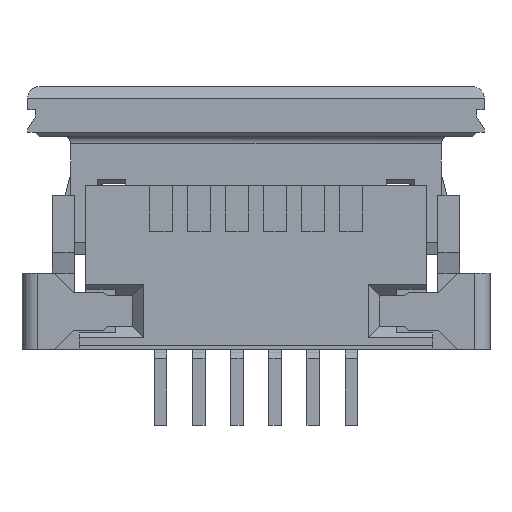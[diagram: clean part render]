
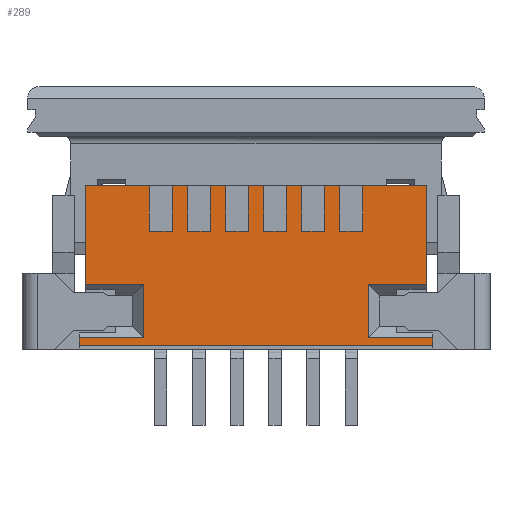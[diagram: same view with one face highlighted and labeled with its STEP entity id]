
A CAD part, front view. The second image highlights one B-rep face of the part: STEP entity #289.
In plain terms, the highlighted planar face has unit normal (0, -1, 0).
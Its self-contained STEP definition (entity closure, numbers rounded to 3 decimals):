
#289=ADVANCED_FACE('',(#1181),#1182,.T.);
#1181=FACE_OUTER_BOUND('',#2558,.T.);
#1182=PLANE('',#2559);
#2558=EDGE_LOOP('',(#5220,#5221,#5222,#5223,#5224,#5225,#5226,#5227,#5228,#5229,#5230,#5231,#5232,#5233,#5234,#5235,#5236,#5237,#5238,#5239,#5240,#5241,#5242,#5243,#5244,#5245,#5246,#5247,#5248,#5249,#5250,#5251,#5252,#5253,#5254,#5255));
#2559=AXIS2_PLACEMENT_3D('',#5256,#5257,#5258);
#5220=ORIENTED_EDGE('',*,*,#10270,.F.);
#5221=ORIENTED_EDGE('',*,*,#10278,.T.);
#5222=ORIENTED_EDGE('',*,*,#10279,.F.);
#5223=ORIENTED_EDGE('',*,*,#10280,.F.);
#5224=ORIENTED_EDGE('',*,*,#10266,.F.);
#5225=ORIENTED_EDGE('',*,*,#10281,.T.);
#5226=ORIENTED_EDGE('',*,*,#10282,.F.);
#5227=ORIENTED_EDGE('',*,*,#10283,.F.);
#5228=ORIENTED_EDGE('',*,*,#10262,.F.);
#5229=ORIENTED_EDGE('',*,*,#10284,.T.);
#5230=ORIENTED_EDGE('',*,*,#10285,.F.);
#5231=ORIENTED_EDGE('',*,*,#10286,.F.);
#5232=ORIENTED_EDGE('',*,*,#10258,.F.);
#5233=ORIENTED_EDGE('',*,*,#10287,.T.);
#5234=ORIENTED_EDGE('',*,*,#10288,.F.);
#5235=ORIENTED_EDGE('',*,*,#10289,.F.);
#5236=ORIENTED_EDGE('',*,*,#10254,.F.);
#5237=ORIENTED_EDGE('',*,*,#10290,.T.);
#5238=ORIENTED_EDGE('',*,*,#10291,.F.);
#5239=ORIENTED_EDGE('',*,*,#10292,.F.);
#5240=ORIENTED_EDGE('',*,*,#10250,.F.);
#5241=ORIENTED_EDGE('',*,*,#10293,.T.);
#5242=ORIENTED_EDGE('',*,*,#10294,.F.);
#5243=ORIENTED_EDGE('',*,*,#10295,.T.);
#5244=ORIENTED_EDGE('',*,*,#10296,.F.);
#5245=ORIENTED_EDGE('',*,*,#10297,.F.);
#5246=ORIENTED_EDGE('',*,*,#10298,.T.);
#5247=ORIENTED_EDGE('',*,*,#10299,.T.);
#5248=ORIENTED_EDGE('',*,*,#10300,.F.);
#5249=ORIENTED_EDGE('',*,*,#10301,.T.);
#5250=ORIENTED_EDGE('',*,*,#10302,.F.);
#5251=ORIENTED_EDGE('',*,*,#10174,.F.);
#5252=ORIENTED_EDGE('',*,*,#10233,.F.);
#5253=ORIENTED_EDGE('',*,*,#10277,.T.);
#5254=ORIENTED_EDGE('',*,*,#10303,.F.);
#5255=ORIENTED_EDGE('',*,*,#10304,.F.);
#5256=CARTESIAN_POINT('',(-5.35,-1.35,1.5));
#5257=DIRECTION('',(0.0,-1.0,0.0));
#5258=DIRECTION('',(0.0,0.0,-1.0));
#10174=EDGE_CURVE('',#12653,#12655,#12656,.T.);
#10233=EDGE_CURVE('',#12752,#12653,#12755,.T.);
#10250=EDGE_CURVE('',#12780,#12782,#12783,.T.);
#10254=EDGE_CURVE('',#12788,#12790,#12791,.T.);
#10258=EDGE_CURVE('',#12796,#12798,#12799,.T.);
#10262=EDGE_CURVE('',#12804,#12806,#12807,.T.);
#10266=EDGE_CURVE('',#12812,#12814,#12815,.T.);
#10270=EDGE_CURVE('',#12820,#12822,#12823,.T.);
#10277=EDGE_CURVE('',#12752,#12832,#12834,.T.);
#10278=EDGE_CURVE('',#12820,#12835,#12836,.T.);
#10279=EDGE_CURVE('',#12837,#12835,#12838,.T.);
#10280=EDGE_CURVE('',#12814,#12837,#12839,.T.);
#10281=EDGE_CURVE('',#12812,#12840,#12841,.T.);
#10282=EDGE_CURVE('',#12842,#12840,#12843,.T.);
#10283=EDGE_CURVE('',#12806,#12842,#12844,.T.);
#10284=EDGE_CURVE('',#12804,#12845,#12846,.T.);
#10285=EDGE_CURVE('',#12847,#12845,#12848,.T.);
#10286=EDGE_CURVE('',#12798,#12847,#12849,.T.);
#10287=EDGE_CURVE('',#12796,#12850,#12851,.T.);
#10288=EDGE_CURVE('',#12852,#12850,#12853,.T.);
#10289=EDGE_CURVE('',#12790,#12852,#12854,.T.);
#10290=EDGE_CURVE('',#12788,#12855,#12856,.T.);
#10291=EDGE_CURVE('',#12857,#12855,#12858,.T.);
#10292=EDGE_CURVE('',#12782,#12857,#12859,.T.);
#10293=EDGE_CURVE('',#12780,#12860,#12861,.T.);
#10294=EDGE_CURVE('',#12862,#12860,#12863,.T.);
#10295=EDGE_CURVE('',#12862,#12864,#12865,.T.);
#10296=EDGE_CURVE('',#12866,#12864,#12867,.T.);
#10297=EDGE_CURVE('',#12868,#12866,#12869,.T.);
#10298=EDGE_CURVE('',#12868,#12870,#12871,.T.);
#10299=EDGE_CURVE('',#12870,#12872,#12873,.T.);
#10300=EDGE_CURVE('',#12874,#12872,#12875,.T.);
#10301=EDGE_CURVE('',#12874,#12876,#12877,.T.);
#10302=EDGE_CURVE('',#12655,#12876,#12878,.T.);
#10303=EDGE_CURVE('',#12879,#12832,#12880,.T.);
#10304=EDGE_CURVE('',#12822,#12879,#12881,.T.);
#12653=VERTEX_POINT('',#16459);
#12655=VERTEX_POINT('',#16462);
#12656=LINE('',#16463,#16464);
#12752=VERTEX_POINT('',#16617);
#12755=LINE('',#16621,#16622);
#12780=VERTEX_POINT('',#16662);
#12782=VERTEX_POINT('',#16665);
#12783=LINE('',#16666,#16667);
#12788=VERTEX_POINT('',#16674);
#12790=VERTEX_POINT('',#16677);
#12791=LINE('',#16678,#16679);
#12796=VERTEX_POINT('',#16686);
#12798=VERTEX_POINT('',#16689);
#12799=LINE('',#16690,#16691);
#12804=VERTEX_POINT('',#16698);
#12806=VERTEX_POINT('',#16701);
#12807=LINE('',#16702,#16703);
#12812=VERTEX_POINT('',#16710);
#12814=VERTEX_POINT('',#16713);
#12815=LINE('',#16714,#16715);
#12820=VERTEX_POINT('',#16722);
#12822=VERTEX_POINT('',#16725);
#12823=LINE('',#16726,#16727);
#12832=VERTEX_POINT('',#16741);
#12834=LINE('',#16744,#16745);
#12835=VERTEX_POINT('',#16746);
#12836=LINE('',#16747,#16748);
#12837=VERTEX_POINT('',#16749);
#12838=LINE('',#16750,#16751);
#12839=LINE('',#16752,#16753);
#12840=VERTEX_POINT('',#16754);
#12841=LINE('',#16755,#16756);
#12842=VERTEX_POINT('',#16757);
#12843=LINE('',#16758,#16759);
#12844=LINE('',#16760,#16761);
#12845=VERTEX_POINT('',#16762);
#12846=LINE('',#16763,#16764);
#12847=VERTEX_POINT('',#16765);
#12848=LINE('',#16766,#16767);
#12849=LINE('',#16768,#16769);
#12850=VERTEX_POINT('',#16770);
#12851=LINE('',#16771,#16772);
#12852=VERTEX_POINT('',#16773);
#12853=LINE('',#16774,#16775);
#12854=LINE('',#16776,#16777);
#12855=VERTEX_POINT('',#16778);
#12856=LINE('',#16779,#16780);
#12857=VERTEX_POINT('',#16781);
#12858=LINE('',#16782,#16783);
#12859=LINE('',#16784,#16785);
#12860=VERTEX_POINT('',#16786);
#12861=LINE('',#16787,#16788);
#12862=VERTEX_POINT('',#16789);
#12863=LINE('',#16790,#16791);
#12864=VERTEX_POINT('',#16792);
#12865=LINE('',#16793,#16794);
#12866=VERTEX_POINT('',#16795);
#12867=LINE('',#16796,#16797);
#12868=VERTEX_POINT('',#16798);
#12869=LINE('',#16799,#16800);
#12870=VERTEX_POINT('',#16801);
#12871=LINE('',#16802,#16803);
#12872=VERTEX_POINT('',#16804);
#12873=LINE('',#16805,#16806);
#12874=VERTEX_POINT('',#16807);
#12875=LINE('',#16808,#16809);
#12876=VERTEX_POINT('',#16810);
#12877=LINE('',#16811,#16812);
#12878=LINE('',#16813,#16814);
#12879=VERTEX_POINT('',#16815);
#12880=LINE('',#16816,#16817);
#12881=LINE('',#16818,#16819);
#16459=CARTESIAN_POINT('',(4.475,-1.35,1.5));
#16462=CARTESIAN_POINT('',(4.475,-1.35,-1.1));
#16463=CARTESIAN_POINT('',(4.475,-1.35,1.5));
#16464=VECTOR('',#20541,2.6);
#16617=CARTESIAN_POINT('',(2.8,-1.35,1.5));
#16621=CARTESIAN_POINT('',(2.8,-1.35,1.5));
#16622=VECTOR('',#20600,1.675);
#16662=CARTESIAN_POINT('',(-4.475,-1.35,1.5));
#16665=CARTESIAN_POINT('',(-2.8,-1.35,1.5));
#16666=CARTESIAN_POINT('',(-4.475,-1.35,1.5));
#16667=VECTOR('',#20617,1.675);
#16674=CARTESIAN_POINT('',(-2.2,-1.35,1.5));
#16677=CARTESIAN_POINT('',(-1.8,-1.35,1.5));
#16678=CARTESIAN_POINT('',(-2.2,-1.35,1.5));
#16679=VECTOR('',#20621,0.4);
#16686=CARTESIAN_POINT('',(-1.2,-1.35,1.5));
#16689=CARTESIAN_POINT('',(-0.8,-1.35,1.5));
#16690=CARTESIAN_POINT('',(-1.2,-1.35,1.5));
#16691=VECTOR('',#20625,0.4);
#16698=CARTESIAN_POINT('',(-0.2,-1.35,1.5));
#16701=CARTESIAN_POINT('',(0.2,-1.35,1.5));
#16702=CARTESIAN_POINT('',(-0.2,-1.35,1.5));
#16703=VECTOR('',#20629,0.4);
#16710=CARTESIAN_POINT('',(0.8,-1.35,1.5));
#16713=CARTESIAN_POINT('',(1.2,-1.35,1.5));
#16714=CARTESIAN_POINT('',(0.8,-1.35,1.5));
#16715=VECTOR('',#20633,0.4);
#16722=CARTESIAN_POINT('',(1.8,-1.35,1.5));
#16725=CARTESIAN_POINT('',(2.2,-1.35,1.5));
#16726=CARTESIAN_POINT('',(1.8,-1.35,1.5));
#16727=VECTOR('',#20637,0.4);
#16741=CARTESIAN_POINT('',(2.8,-1.35,0.3));
#16744=CARTESIAN_POINT('',(2.8,-1.35,1.5));
#16745=VECTOR('',#20644,1.2);
#16746=CARTESIAN_POINT('',(1.8,-1.35,0.3));
#16747=CARTESIAN_POINT('',(1.8,-1.35,1.5));
#16748=VECTOR('',#20645,1.2);
#16749=CARTESIAN_POINT('',(1.2,-1.35,0.3));
#16750=CARTESIAN_POINT('',(1.2,-1.35,0.3));
#16751=VECTOR('',#20646,0.6);
#16752=CARTESIAN_POINT('',(1.2,-1.35,1.5));
#16753=VECTOR('',#20647,1.2);
#16754=CARTESIAN_POINT('',(0.8,-1.35,0.3));
#16755=CARTESIAN_POINT('',(0.8,-1.35,1.5));
#16756=VECTOR('',#20648,1.2);
#16757=CARTESIAN_POINT('',(0.2,-1.35,0.3));
#16758=CARTESIAN_POINT('',(0.2,-1.35,0.3));
#16759=VECTOR('',#20649,0.6);
#16760=CARTESIAN_POINT('',(0.2,-1.35,1.5));
#16761=VECTOR('',#20650,1.2);
#16762=CARTESIAN_POINT('',(-0.2,-1.35,0.3));
#16763=CARTESIAN_POINT('',(-0.2,-1.35,1.5));
#16764=VECTOR('',#20651,1.2);
#16765=CARTESIAN_POINT('',(-0.8,-1.35,0.3));
#16766=CARTESIAN_POINT('',(-0.8,-1.35,0.3));
#16767=VECTOR('',#20652,0.6);
#16768=CARTESIAN_POINT('',(-0.8,-1.35,1.5));
#16769=VECTOR('',#20653,1.2);
#16770=CARTESIAN_POINT('',(-1.2,-1.35,0.3));
#16771=CARTESIAN_POINT('',(-1.2,-1.35,1.5));
#16772=VECTOR('',#20654,1.2);
#16773=CARTESIAN_POINT('',(-1.8,-1.35,0.3));
#16774=CARTESIAN_POINT('',(-1.8,-1.35,0.3));
#16775=VECTOR('',#20655,0.6);
#16776=CARTESIAN_POINT('',(-1.8,-1.35,1.5));
#16777=VECTOR('',#20656,1.2);
#16778=CARTESIAN_POINT('',(-2.2,-1.35,0.3));
#16779=CARTESIAN_POINT('',(-2.2,-1.35,1.5));
#16780=VECTOR('',#20657,1.2);
#16781=CARTESIAN_POINT('',(-2.8,-1.35,0.3));
#16782=CARTESIAN_POINT('',(-2.8,-1.35,0.3));
#16783=VECTOR('',#20658,0.6);
#16784=CARTESIAN_POINT('',(-2.8,-1.35,1.5));
#16785=VECTOR('',#20659,1.2);
#16786=CARTESIAN_POINT('',(-4.475,-1.35,-1.1));
#16787=CARTESIAN_POINT('',(-4.475,-1.35,1.5));
#16788=VECTOR('',#20660,2.6);
#16789=CARTESIAN_POINT('',(-2.95,-1.35,-1.1));
#16790=CARTESIAN_POINT('',(-2.95,-1.35,-1.1));
#16791=VECTOR('',#20661,1.525);
#16792=CARTESIAN_POINT('',(-2.95,-1.35,-2.5));
#16793=CARTESIAN_POINT('',(-2.95,-1.35,-1.1));
#16794=VECTOR('',#20662,1.4);
#16795=CARTESIAN_POINT('',(-4.65,-1.35,-2.5));
#16796=CARTESIAN_POINT('',(-4.65,-1.35,-2.5));
#16797=VECTOR('',#20663,1.7);
#16798=CARTESIAN_POINT('',(-4.65,-1.35,-2.7));
#16799=CARTESIAN_POINT('',(-4.65,-1.35,-2.7));
#16800=VECTOR('',#20664,0.2);
#16801=CARTESIAN_POINT('',(4.65,-1.35,-2.7));
#16802=CARTESIAN_POINT('',(-4.65,-1.35,-2.7));
#16803=VECTOR('',#20665,9.3);
#16804=CARTESIAN_POINT('',(4.65,-1.35,-2.5));
#16805=CARTESIAN_POINT('',(4.65,-1.35,-2.7));
#16806=VECTOR('',#20666,0.2);
#16807=CARTESIAN_POINT('',(2.95,-1.35,-2.5));
#16808=CARTESIAN_POINT('',(2.95,-1.35,-2.5));
#16809=VECTOR('',#20667,1.7);
#16810=CARTESIAN_POINT('',(2.95,-1.35,-1.1));
#16811=CARTESIAN_POINT('',(2.95,-1.35,-2.5));
#16812=VECTOR('',#20668,1.4);
#16813=CARTESIAN_POINT('',(4.475,-1.35,-1.1));
#16814=VECTOR('',#20669,1.525);
#16815=CARTESIAN_POINT('',(2.2,-1.35,0.3));
#16816=CARTESIAN_POINT('',(2.2,-1.35,0.3));
#16817=VECTOR('',#20670,0.6);
#16818=CARTESIAN_POINT('',(2.2,-1.35,1.5));
#16819=VECTOR('',#20671,1.2);
#20541=DIRECTION('',(0.0,0.0,-1.0));
#20600=DIRECTION('',(1.0,0.0,0.0));
#20617=DIRECTION('',(1.0,0.0,0.0));
#20621=DIRECTION('',(1.0,0.0,0.0));
#20625=DIRECTION('',(1.0,0.0,0.0));
#20629=DIRECTION('',(1.0,0.0,0.0));
#20633=DIRECTION('',(1.0,0.0,0.0));
#20637=DIRECTION('',(1.0,0.0,0.0));
#20644=DIRECTION('',(0.0,0.0,-1.0));
#20645=DIRECTION('',(0.0,0.0,-1.0));
#20646=DIRECTION('',(1.0,0.0,0.0));
#20647=DIRECTION('',(0.0,0.0,-1.0));
#20648=DIRECTION('',(0.0,0.0,-1.0));
#20649=DIRECTION('',(1.0,0.0,0.0));
#20650=DIRECTION('',(0.0,0.0,-1.0));
#20651=DIRECTION('',(0.0,0.0,-1.0));
#20652=DIRECTION('',(1.0,0.0,0.0));
#20653=DIRECTION('',(0.0,0.0,-1.0));
#20654=DIRECTION('',(0.0,0.0,-1.0));
#20655=DIRECTION('',(1.0,0.0,0.0));
#20656=DIRECTION('',(0.0,0.0,-1.0));
#20657=DIRECTION('',(0.0,0.0,-1.0));
#20658=DIRECTION('',(1.0,0.0,0.0));
#20659=DIRECTION('',(0.0,0.0,-1.0));
#20660=DIRECTION('',(0.0,0.0,-1.0));
#20661=DIRECTION('',(-1.0,0.0,0.0));
#20662=DIRECTION('',(0.0,0.0,-1.0));
#20663=DIRECTION('',(1.0,0.0,0.0));
#20664=DIRECTION('',(0.0,0.0,1.0));
#20665=DIRECTION('',(1.0,0.0,0.0));
#20666=DIRECTION('',(0.0,0.0,1.0));
#20667=DIRECTION('',(1.0,0.0,0.0));
#20668=DIRECTION('',(0.0,0.0,1.0));
#20669=DIRECTION('',(-1.0,0.0,0.0));
#20670=DIRECTION('',(1.0,0.0,0.0));
#20671=DIRECTION('',(0.0,0.0,-1.0));
